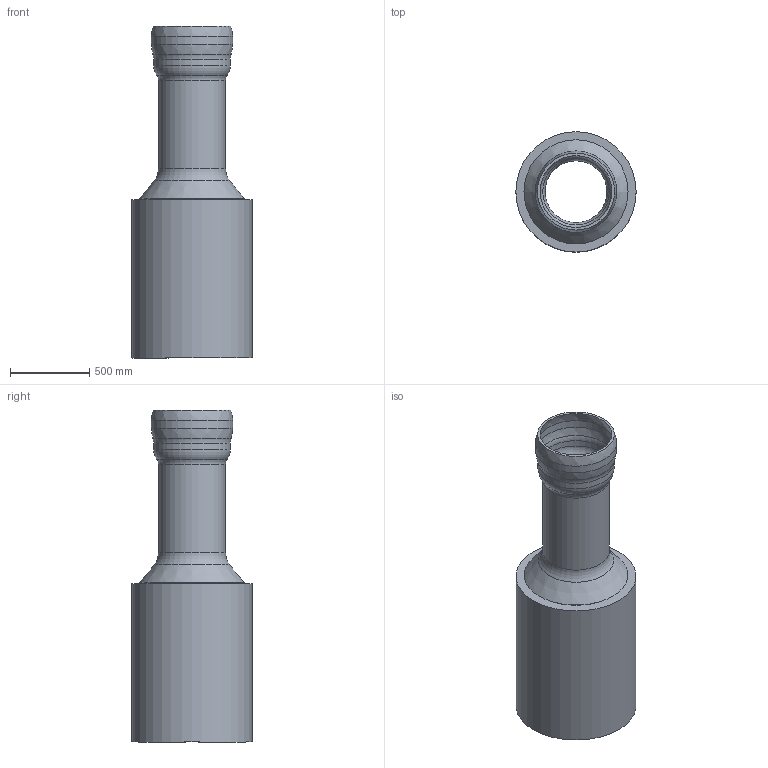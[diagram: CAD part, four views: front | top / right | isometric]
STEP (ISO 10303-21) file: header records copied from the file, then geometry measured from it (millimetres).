
FILE_DESCRIPTION(/* description */ (''),/* implementation_level */ '2;1');
FILE_NAME(/* name */ '08220.040C_3D.stp',/* time_stamp */ '2024-12-11T14:19:46+01:00',/* author */ ('CAD'),/* organization */ (''),/* preprocessor_version */ 'ST-DEVELOPER v20',/* originating_system */ 'AutoCAD Mechanical',/* authorisation */ '');
FILE_SCHEMA (('AUTOMOTIVE_DESIGN { 1 0 10303 214 3 1 1 }'));
Length unit declared in the file: centimetre
Products named in the file (2): Product; *S0
Assembly tree (1 placements, depth 2):
  Product
    *S0
Bounding box: 761 x 761 x 2100 mm (x, y, z)
Volume: 163303960.7 mm3; surface area: 7940217.8 mm2
Topology: 2 solids, 2 shells, 26 faces, 63 edges, 40 vertices
Faces by surface type: torus 8, cylinder 6, cone 5, bspline 4, plane 3
Full cylindrical faces by diameter (mm): 392 x1, 424 x1, 454 x1, 484 x1, 635 x1, 761 x1
Entity records: 930 total; most frequent: CARTESIAN_POINT 236, DIRECTION 165, ORIENTED_EDGE 126, AXIS2_PLACEMENT_3D 77, EDGE_CURVE 63, CIRCLE 52, VERTEX_POINT 40, EDGE_LOOP 29
